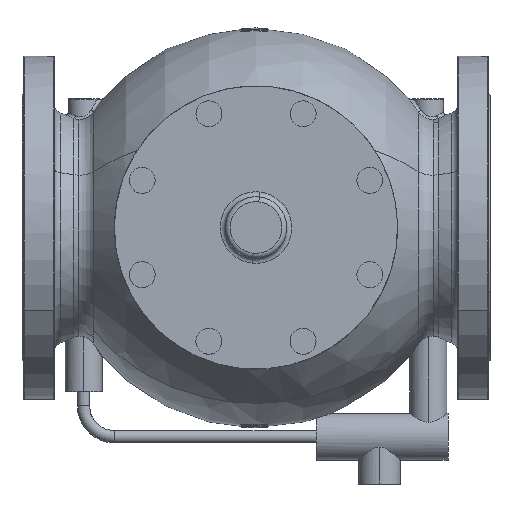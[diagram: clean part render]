
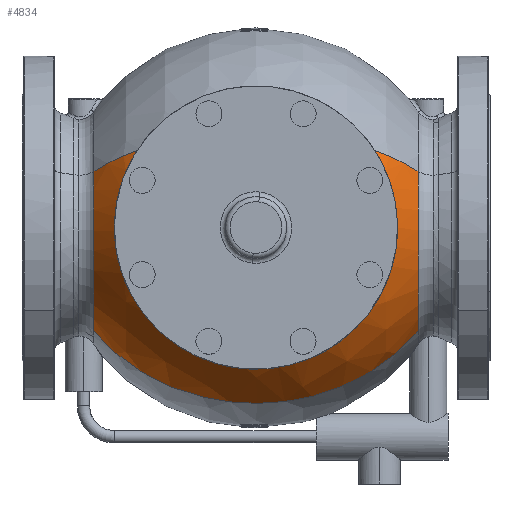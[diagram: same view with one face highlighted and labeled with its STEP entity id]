
A CAD part, top view. The second image highlights one B-rep face of the part: STEP entity #4834.
In plain terms, the highlighted spherical face has radius 162.5 mm.
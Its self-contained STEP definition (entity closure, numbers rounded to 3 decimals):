
#3924=CARTESIAN_POINT('Axis2P3D Location',(0.,-122.,0.)) ;
#3928=CARTESIAN_POINT('Vertex',(-83.689,-167.72,131.576)) ;
#3930=CARTESIAN_POINT('Vertex',(-137.359,-197.039,43.68)) ;
#4057=CARTESIAN_POINT('Vertex',(-83.689,-167.72,-131.576)) ;
#4060=CARTESIAN_POINT('Axis2P3D Location',(0.,-122.,0.)) ;
#4064=CARTESIAN_POINT('Vertex',(-136.883,-196.779,-45.579)) ;
#4067=CARTESIAN_POINT('Axis2P3D Location',(0.,-122.,0.)) ;
#4730=CARTESIAN_POINT('Axis2P3D Location',(0.,-122.,0.)) ;
#4735=CARTESIAN_POINT('Axis2P3D Location',(0.,-122.,-131.576)) ;
#4739=CARTESIAN_POINT('Vertex',(45.72,-205.689,-131.576)) ;
#4742=CARTESIAN_POINT('Axis2P3D Location',(0.,-122.,0.)) ;
#4746=CARTESIAN_POINT('Vertex',(63.68,-238.565,-93.614)) ;
#4750=CARTESIAN_POINT('Control Point',(-63.68,-238.565,-93.614)) ;
#4751=CARTESIAN_POINT('Control Point',(-58.679,-238.565,-97.016)) ;
#4752=CARTESIAN_POINT('Control Point',(-53.59,-238.565,-99.989)) ;
#4753=CARTESIAN_POINT('Control Point',(-48.483,-238.565,-102.542)) ;
#4754=CARTESIAN_POINT('Control Point',(-37.167,-238.565,-107.368)) ;
#4755=CARTESIAN_POINT('Control Point',(-26.014,-238.565,-110.459)) ;
#4756=CARTESIAN_POINT('Control Point',(-19.947,-238.565,-111.698)) ;
#4757=CARTESIAN_POINT('Control Point',(-7.717,-238.565,-113.369)) ;
#4758=CARTESIAN_POINT('Control Point',(4.415,-238.565,-113.384)) ;
#4759=CARTESIAN_POINT('Control Point',(10.595,-238.565,-112.98)) ;
#4760=CARTESIAN_POINT('Control Point',(20.229,-238.565,-111.691)) ;
#4761=CARTESIAN_POINT('Control Point',(30.006,-238.565,-109.259)) ;
#4762=CARTESIAN_POINT('Control Point',(33.488,-238.565,-108.247)) ;
#4763=CARTESIAN_POINT('Control Point',(41.603,-238.565,-105.527)) ;
#4764=CARTESIAN_POINT('Control Point',(49.794,-238.565,-101.877)) ;
#4765=CARTESIAN_POINT('Control Point',(54.461,-238.565,-99.477)) ;
#4766=CARTESIAN_POINT('Control Point',(59.107,-238.565,-96.725)) ;
#4767=CARTESIAN_POINT('Control Point',(63.68,-238.565,-93.614)) ;
#4768=CARTESIAN_POINT('Vertex',(-63.68,-238.565,-93.614)) ;
#4772=CARTESIAN_POINT('Control Point',(63.68,-238.565,93.614)) ;
#4773=CARTESIAN_POINT('Control Point',(57.21,-238.565,98.015)) ;
#4774=CARTESIAN_POINT('Control Point',(50.592,-238.565,101.7)) ;
#4775=CARTESIAN_POINT('Control Point',(43.977,-238.565,104.685)) ;
#4776=CARTESIAN_POINT('Control Point',(31.099,-238.565,109.369)) ;
#4777=CARTESIAN_POINT('Control Point',(18.476,-238.565,111.965)) ;
#4778=CARTESIAN_POINT('Control Point',(12.34,-238.565,112.794)) ;
#4779=CARTESIAN_POINT('Control Point',(0.136,-238.565,113.631)) ;
#4780=CARTESIAN_POINT('Control Point',(-12.066,-238.565,112.824)) ;
#4781=CARTESIAN_POINT('Control Point',(-18.204,-238.565,112.009)) ;
#4782=CARTESIAN_POINT('Control Point',(-30.402,-238.565,109.532)) ;
#4783=CARTESIAN_POINT('Control Point',(-42.841,-238.565,105.108)) ;
#4784=CARTESIAN_POINT('Control Point',(-49.019,-238.565,102.409)) ;
#4785=CARTESIAN_POINT('Control Point',(-59.044,-238.565,97.069)) ;
#4786=CARTESIAN_POINT('Control Point',(-68.8,-238.565,90.097)) ;
#4787=CARTESIAN_POINT('Control Point',(-72.474,-238.565,87.179)) ;
#4788=CARTESIAN_POINT('Control Point',(-82.753,-238.565,78.085)) ;
#4789=CARTESIAN_POINT('Control Point',(-91.931,-238.566,67.083)) ;
#4790=CARTESIAN_POINT('Control Point',(-97.229,-238.565,59.172)) ;
#4791=CARTESIAN_POINT('Control Point',(-105.553,-238.565,43.334)) ;
#4792=CARTESIAN_POINT('Control Point',(-110.647,-238.566,26.095)) ;
#4793=CARTESIAN_POINT('Control Point',(-112.272,-238.566,17.849)) ;
#4794=CARTESIAN_POINT('Control Point',(-113.501,-238.565,5.871)) ;
#4795=CARTESIAN_POINT('Control Point',(-113.143,-238.565,-6.122)) ;
#4796=CARTESIAN_POINT('Control Point',(-112.887,-238.565,-9.764)) ;
#4797=CARTESIAN_POINT('Control Point',(-111.62,-238.566,-21.183)) ;
#4798=CARTESIAN_POINT('Control Point',(-108.914,-238.567,-32.384)) ;
#4799=CARTESIAN_POINT('Control Point',(-106.407,-238.566,-39.857)) ;
#4800=CARTESIAN_POINT('Control Point',(-100.936,-238.565,-52.417)) ;
#4801=CARTESIAN_POINT('Control Point',(-93.738,-238.565,-63.892)) ;
#4802=CARTESIAN_POINT('Control Point',(-90.37,-238.566,-68.564)) ;
#4803=CARTESIAN_POINT('Control Point',(-83.363,-238.566,-77.092)) ;
#4804=CARTESIAN_POINT('Control Point',(-75.6,-238.566,-84.519)) ;
#4805=CARTESIAN_POINT('Control Point',(-71.709,-238.565,-87.833)) ;
#4806=CARTESIAN_POINT('Control Point',(-67.723,-238.565,-90.864)) ;
#4807=CARTESIAN_POINT('Control Point',(-63.68,-238.565,-93.614)) ;
#4808=CARTESIAN_POINT('Vertex',(63.68,-238.565,93.614)) ;
#4811=CARTESIAN_POINT('Axis2P3D Location',(0.,-122.,0.)) ;
#4815=CARTESIAN_POINT('Vertex',(45.72,-205.689,131.576)) ;
#4818=CARTESIAN_POINT('Axis2P3D Location',(0.,-122.,131.576)) ;
#3925=DIRECTION('Axis2P3D Direction',(-0.479,0.878,0.)) ;
#4061=DIRECTION('Axis2P3D Direction',(-0.479,0.878,0.)) ;
#4068=DIRECTION('Axis2P3D Direction',(-0.479,0.878,0.)) ;
#4731=DIRECTION('Axis2P3D Direction',(0.,0.,1.)) ;
#4732=DIRECTION('Axis2P3D XDirection',(0.479,-0.878,0.)) ;
#4736=DIRECTION('Axis2P3D Direction',(0.,0.,1.)) ;
#4743=DIRECTION('Axis2P3D Direction',(-0.878,-0.479,0.)) ;
#4812=DIRECTION('Axis2P3D Direction',(-0.878,-0.479,0.)) ;
#4819=DIRECTION('Axis2P3D Direction',(0.,0.,1.)) ;
#3926=AXIS2_PLACEMENT_3D('Circle Axis2P3D',#3924,#3925,$) ;
#4062=AXIS2_PLACEMENT_3D('Circle Axis2P3D',#4060,#4061,$) ;
#4069=AXIS2_PLACEMENT_3D('Circle Axis2P3D',#4067,#4068,$) ;
#4733=AXIS2_PLACEMENT_3D('Sphere Axis2P3D',#4730,#4731,#4732) ;
#4737=AXIS2_PLACEMENT_3D('Circle Axis2P3D',#4735,#4736,$) ;
#4744=AXIS2_PLACEMENT_3D('Circle Axis2P3D',#4742,#4743,$) ;
#4813=AXIS2_PLACEMENT_3D('Circle Axis2P3D',#4811,#4812,$) ;
#4820=AXIS2_PLACEMENT_3D('Circle Axis2P3D',#4818,#4819,$) ;
#3927=CIRCLE('generated circle',#3926,162.5) ;
#4063=CIRCLE('generated circle',#4062,162.5) ;
#4070=CIRCLE('generated circle',#4069,162.5) ;
#4738=CIRCLE('generated circle',#4737,95.363) ;
#4745=CIRCLE('generated circle',#4744,162.5) ;
#4814=CIRCLE('generated circle',#4813,162.5) ;
#4821=CIRCLE('generated circle',#4820,95.363) ;
#4734=SPHERICAL_SURFACE('',#4733,162.5) ;
#3932=EDGE_CURVE('',#3929,#3931,#3927,.F.) ;
#4066=EDGE_CURVE('',#4065,#4058,#4063,.F.) ;
#4071=EDGE_CURVE('',#3931,#4065,#4070,.F.) ;
#4741=EDGE_CURVE('',#4058,#4740,#4738,.T.) ;
#4748=EDGE_CURVE('',#4740,#4747,#4745,.T.) ;
#4770=EDGE_CURVE('',#4747,#4769,#4749,.F.) ;
#4810=EDGE_CURVE('',#4769,#4809,#4771,.F.) ;
#4817=EDGE_CURVE('',#4809,#4816,#4814,.T.) ;
#4822=EDGE_CURVE('',#3929,#4816,#4821,.T.) ;
#4823=EDGE_LOOP('',(#4824,#4825,#4826,#4827,#4828,#4829,#4830,#4831,#4832)) ;
#4824=ORIENTED_EDGE('',*,*,#4071,.T.) ;
#4825=ORIENTED_EDGE('',*,*,#4066,.T.) ;
#4826=ORIENTED_EDGE('',*,*,#4741,.T.) ;
#4827=ORIENTED_EDGE('',*,*,#4748,.T.) ;
#4828=ORIENTED_EDGE('',*,*,#4770,.T.) ;
#4829=ORIENTED_EDGE('',*,*,#4810,.T.) ;
#4830=ORIENTED_EDGE('',*,*,#4817,.T.) ;
#4831=ORIENTED_EDGE('',*,*,#4822,.F.) ;
#4832=ORIENTED_EDGE('',*,*,#3932,.T.) ;
#3929=VERTEX_POINT('',#3928) ;
#3931=VERTEX_POINT('',#3930) ;
#4058=VERTEX_POINT('',#4057) ;
#4065=VERTEX_POINT('',#4064) ;
#4740=VERTEX_POINT('',#4739) ;
#4747=VERTEX_POINT('',#4746) ;
#4769=VERTEX_POINT('',#4768) ;
#4809=VERTEX_POINT('',#4808) ;
#4816=VERTEX_POINT('',#4815) ;
#4834=ADVANCED_FACE('Brep With Voids',(#4833),#4734,.T.) ;
#4749=B_SPLINE_CURVE_WITH_KNOTS('',5,(#4750,#4751,#4752,#4753,#4754,#4755,#4756,#4757,#4758,#4759,#4760,#4761,#4762,#4763,#4764,#4765,#4766,#4767),.UNSPECIFIED.,.F.,.U.,(6,3,3,3,3,6),(0.,43.166,95.993,150.649,180.599,220.069),.UNSPECIFIED.) ;
#4771=B_SPLINE_CURVE_WITH_KNOTS('',5,(#4772,#4773,#4774,#4775,#4776,#4777,#4778,#4779,#4780,#4781,#4782,#4783,#4784,#4785,#4786,#4787,#4788,#4789,#4790,#4791,#4792,#4793,#4794,#4795,#4796,#4797,#4798,#4799,#4800,#4801,#4802,#4803,#4804,#4805,#4806,#4807),.UNSPECIFIED.,.F.,.U.,(6,3,3,3,3,3,3,3,3,3,3,6),(0.,58.892,115.7,172.54,227.55,261.748,325.92,381.934,406.432,459.024,498.313,535.119),.UNSPECIFIED.) ;
#4833=FACE_OUTER_BOUND('',#4823,.T.) ;
